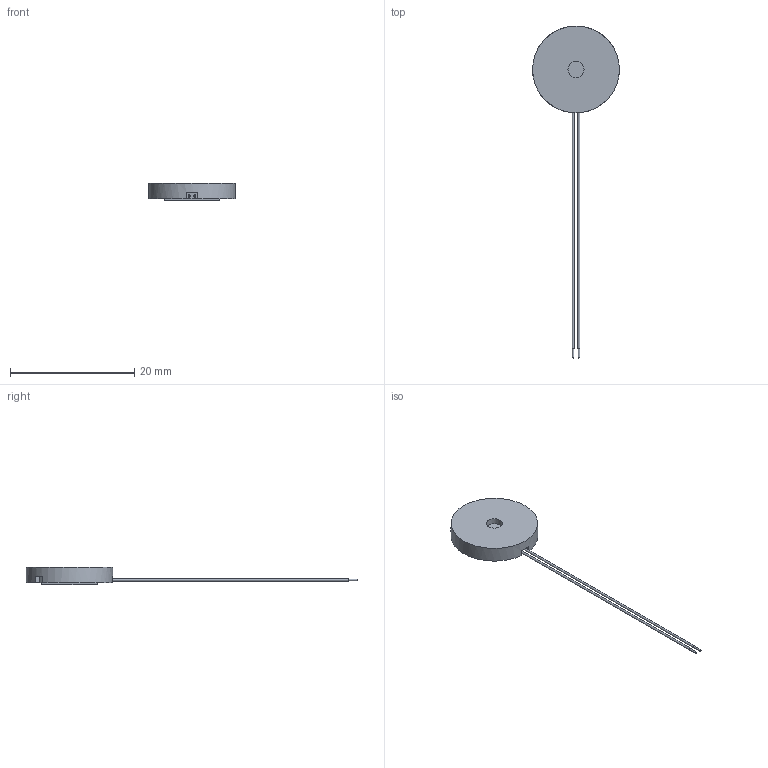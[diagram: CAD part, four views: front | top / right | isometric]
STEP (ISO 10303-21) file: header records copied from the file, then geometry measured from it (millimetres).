
FILE_DESCRIPTION(/* description */ ('Alibre Inc.'),/* implementation_level */ '2;1');
FILE_NAME(/* name */ 'export0',/* time_stamp */ '2018-10-08T19:35:55-05:00',/* author */ (''),/* organization */ (''),/* preprocessor_version */ 'ST-DEVELOPER v17',/* originating_system */ 'Alibre',/* authorisation */ '');
FILE_SCHEMA (('CONFIG_CONTROL_DESIGN'));
Length unit declared in the file: millimetre
Products named in the file (1): ID_1
Bounding box: 14 x 53.5 x 2.85 mm (x, y, z)
Volume: 412 mm3; surface area: 529 mm2
Topology: 1 solids, 1 shells, 27 faces, 60 edges, 40 vertices
Faces by surface type: plane 21, cylinder 6
Full cylindrical faces by diameter (mm): 0.274 x2, 0.342 x2, 2.6 x1, 14 x1
Entity records: 743 total; most frequent: CARTESIAN_POINT 112, ORIENTED_EDGE 102, DIRECTION 95, EDGE_CURVE 51, AXIS2_PLACEMENT_3D 41, EDGE_LOOP 38, FACE_BOUND 38, VERTEX_POINT 37
